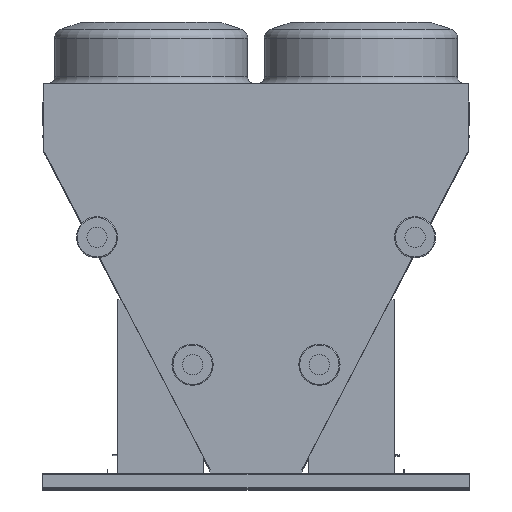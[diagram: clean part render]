
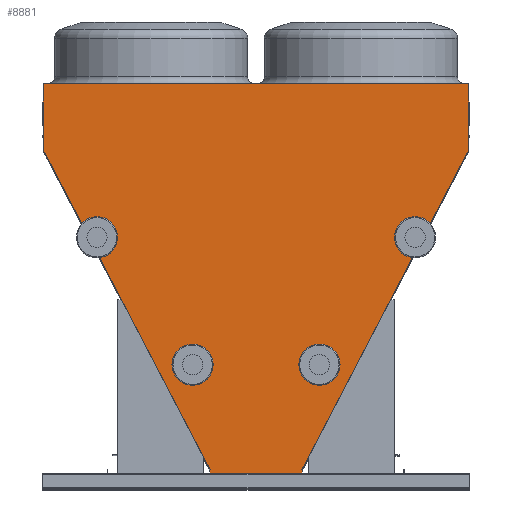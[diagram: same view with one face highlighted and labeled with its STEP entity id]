
A CAD part, top view. The second image highlights one B-rep face of the part: STEP entity #8881.
In plain terms, the highlighted planar face has unit normal (0, 0, 1).
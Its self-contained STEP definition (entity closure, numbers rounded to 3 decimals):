
#602 = CARTESIAN_POINT ( 'NONE',  ( 1127.607, 1711.053, 0. ) ) ;
#640 = VECTOR ( 'NONE', #14230, 1000. ) ;
#752 = LINE ( 'NONE', #14530, #12856 ) ;
#1053 = CARTESIAN_POINT ( 'NONE',  ( 1136.15, 2083.62, 0. ) ) ;
#1110 = CARTESIAN_POINT ( 'NONE',  ( -1127.739, 1711.053, 0. ) ) ;
#1261 = LINE ( 'NONE', #11958, #16597 ) ;
#2035 = DIRECTION ( 'NONE',  ( 0.462, -0.887, 0. ) ) ;
#2125 = VECTOR ( 'NONE', #5370, 1000. ) ;
#2216 = AXIS2_PLACEMENT_3D ( 'NONE', #6369, #17408, #7958 ) ;
#2400 = LINE ( 'NONE', #1110, #14453 ) ;
#2559 = LINE ( 'NONE', #11525, #10523 ) ;
#2646 = ORIENTED_EDGE ( 'NONE', *, *, #17904, .T. ) ;
#2689 = DIRECTION ( 'NONE',  ( 0., 1., 0. ) ) ;
#2916 = VECTOR ( 'NONE', #11680, 1000. ) ;
#3142 = LINE ( 'NONE', #9904, #7353 ) ;
#3147 = ORIENTED_EDGE ( 'NONE', *, *, #6680, .T. ) ;
#3152 = PLANE ( 'NONE',  #2216 ) ;
#3193 = VERTEX_POINT ( 'NONE', #18963 ) ;
#3396 = VECTOR ( 'NONE', #7891, 1000. ) ;
#3487 = EDGE_CURVE ( 'NONE', #19478, #3193, #8081, .T. ) ;
#3525 = ORIENTED_EDGE ( 'NONE', *, *, #19434, .T. ) ;
#4062 = EDGE_CURVE ( 'NONE', #11065, #12980, #19307, .T. ) ;
#4207 = VERTEX_POINT ( 'NONE', #6302 ) ;
#4208 = VERTEX_POINT ( 'NONE', #6264 ) ;
#4274 = CARTESIAN_POINT ( 'NONE',  ( 245.39, 20.232, 0. ) ) ;
#4400 = VECTOR ( 'NONE', #9725, 1000. ) ;
#4468 = CARTESIAN_POINT ( 'NONE',  ( -246.893, 17.358, 0. ) ) ;
#4859 = CARTESIAN_POINT ( 'NONE',  ( -1136.282, 2083.62, 0. ) ) ;
#5197 = VECTOR ( 'NONE', #7837, 1000. ) ;
#5325 = CARTESIAN_POINT ( 'NONE',  ( -1127.739, 1711.053, 0. ) ) ;
#5370 = DIRECTION ( 'NONE',  ( 0., 1., 0. ) ) ;
#5383 = ORIENTED_EDGE ( 'NONE', *, *, #10060, .T. ) ;
#5672 = CARTESIAN_POINT ( 'NONE',  ( -279.893, 1.482, 0. ) ) ;
#6067 = CARTESIAN_POINT ( 'NONE',  ( 245.39, 20.232, 0. ) ) ;
#6177 = VERTEX_POINT ( 'NONE', #4274 ) ;
#6264 = CARTESIAN_POINT ( 'NONE',  ( 1136.15, 1727.462, 0. ) ) ;
#6302 = CARTESIAN_POINT ( 'NONE',  ( -1126.246, 1711.83, 0. ) ) ;
#6369 = CARTESIAN_POINT ( 'NONE',  ( 0., 0., 0. ) ) ;
#6680 = EDGE_CURVE ( 'NONE', #6177, #17982, #17898, .T. ) ;
#6844 = CARTESIAN_POINT ( 'NONE',  ( 1126.218, 1711.776, 0. ) ) ;
#6868 = ORIENTED_EDGE ( 'NONE', *, *, #11451, .T. ) ;
#6874 = LINE ( 'NONE', #15916, #4400 ) ;
#7338 = ORIENTED_EDGE ( 'NONE', *, *, #11371, .T. ) ;
#7353 = VECTOR ( 'NONE', #17735, 1000. ) ;
#7515 = VECTOR ( 'NONE', #8284, 1000. ) ;
#7541 = CARTESIAN_POINT ( 'NONE',  ( -279.893, 0., 0. ) ) ;
#7584 = DIRECTION ( 'NONE',  ( 0.462, 0.887, 0. ) ) ;
#7657 = CARTESIAN_POINT ( 'NONE',  ( -1127.739, 1711.053, 0. ) ) ;
#7662 = LINE ( 'NONE', #16585, #15503 ) ;
#7837 = DIRECTION ( 'NONE',  ( 0., -1., 0. ) ) ;
#7891 = DIRECTION ( 'NONE',  ( 0.462, -0.887, 0. ) ) ;
#7958 = DIRECTION ( 'NONE',  ( -1., 0., 0. ) ) ;
#8081 = LINE ( 'NONE', #15204, #12224 ) ;
#8284 = DIRECTION ( 'NONE',  ( 0., 1., 0. ) ) ;
#8498 = CARTESIAN_POINT ( 'NONE',  ( 246.893, 17.358, 0. ) ) ;
#8881 = ADVANCED_FACE ( 'NONE', ( #12809 ), #3152, .F. ) ;
#8955 = VERTEX_POINT ( 'NONE', #14338 ) ;
#9006 = CARTESIAN_POINT ( 'NONE',  ( -1136.282, 2083.62, 0. ) ) ;
#9432 = CARTESIAN_POINT ( 'NONE',  ( -245.403, 20.223, 0. ) ) ;
#9545 = VECTOR ( 'NONE', #7584, 1000. ) ;
#9725 = DIRECTION ( 'NONE',  ( -1., 0., 0. ) ) ;
#9896 = EDGE_CURVE ( 'NONE', #19022, #17301, #18306, .T. ) ;
#9904 = CARTESIAN_POINT ( 'NONE',  ( -279.893, 0., 0. ) ) ;
#10060 = EDGE_CURVE ( 'NONE', #13335, #19022, #20043, .T. ) ;
#10078 = ORIENTED_EDGE ( 'NONE', *, *, #9896, .T. ) ;
#10205 = CARTESIAN_POINT ( 'NONE',  ( -246.893, 17.358, 0. ) ) ;
#10204 = CARTESIAN_POINT ( 'NONE',  ( -279.893, 1.482, 0. ) ) ;
#10473 = VECTOR ( 'NONE', #19629, 1000. ) ;
#10523 = VECTOR ( 'NONE', #2035, 1000. ) ;
#10604 = ORIENTED_EDGE ( 'NONE', *, *, #3487, .T. ) ;
#10913 = EDGE_CURVE ( 'NONE', #12980, #4207, #2400, .T. ) ;
#11065 = VERTEX_POINT ( 'NONE', #20481 ) ;
#11083 = ORIENTED_EDGE ( 'NONE', *, *, #17026, .T. ) ;
#11333 = LINE ( 'NONE', #10204, #2916 ) ;
#11371 = EDGE_CURVE ( 'NONE', #14977, #19478, #3142, .T. ) ;
#11451 = EDGE_CURVE ( 'NONE', #8955, #12218, #18506, .T. ) ;
#11525 = CARTESIAN_POINT ( 'NONE',  ( -245.403, 20.223, 0. ) ) ;
#11554 = ORIENTED_EDGE ( 'NONE', *, *, #16042, .T. ) ;
#11680 = DIRECTION ( 'NONE',  ( -1., 0., 0. ) ) ;
#11730 = LINE ( 'NONE', #1053, #19714 ) ;
#11958 = CARTESIAN_POINT ( 'NONE',  ( -1136.282, 1727.462, 0. ) ) ;
#12022 = DIRECTION ( 'NONE',  ( 0., -1., 0. ) ) ;
#12190 = DIRECTION ( 'NONE',  ( 0.887, 0.462, 0. ) ) ;
#12218 = VERTEX_POINT ( 'NONE', #14730 ) ;
#12224 = VECTOR ( 'NONE', #15180, 1000. ) ;
#12355 = CARTESIAN_POINT ( 'NONE',  ( 1127.607, 1711.053, 0. ) ) ;
#12480 = CARTESIAN_POINT ( 'NONE',  ( -246.893, 17.358, 0. ) ) ;
#12704 = CARTESIAN_POINT ( 'NONE',  ( -246.893, 1.482, 0. ) ) ;
#12747 = ORIENTED_EDGE ( 'NONE', *, *, #15591, .T. ) ;
#12809 = FACE_OUTER_BOUND ( 'NONE', #15091, .T. ) ;
#12856 = VECTOR ( 'NONE', #16145, 1000. ) ;
#12980 = VERTEX_POINT ( 'NONE', #5325 ) ;
#13217 = ORIENTED_EDGE ( 'NONE', *, *, #14825, .T. ) ;
#13335 = VERTEX_POINT ( 'NONE', #9432 ) ;
#14034 = CARTESIAN_POINT ( 'NONE',  ( 279.893, 1.482, 0. ) ) ;
#14093 = ORIENTED_EDGE ( 'NONE', *, *, #17876, .T. ) ;
#14193 = ORIENTED_EDGE ( 'NONE', *, *, #17498, .T. ) ;
#14230 = DIRECTION ( 'NONE',  ( -1., 0., 0. ) ) ;
#14233 = VECTOR ( 'NONE', #19698, 1000. ) ;
#14338 = CARTESIAN_POINT ( 'NONE',  ( 246.893, 1.482, 0. ) ) ;
#14453 = VECTOR ( 'NONE', #12190, 1000. ) ;
#14530 = CARTESIAN_POINT ( 'NONE',  ( 1127.607, 1711.053, 0. ) ) ;
#14563 = LINE ( 'NONE', #602, #10473 ) ;
#14730 = CARTESIAN_POINT ( 'NONE',  ( 246.893, 17.358, 0. ) ) ;
#14825 = EDGE_CURVE ( 'NONE', #4207, #13335, #2559, .T. ) ;
#14977 = VERTEX_POINT ( 'NONE', #5672 ) ;
#15042 = DIRECTION ( 'NONE',  ( -0.463, 0.886, 0. ) ) ;
#15091 = EDGE_LOOP ( 'NONE', ( #12747, #16983, #19519, #13217, #5383, #10078, #14193, #7338, #10604, #19053, #2646, #6868, #11083, #3147, #11554, #19899, #3525, #14093 ) ) ;
#15180 = DIRECTION ( 'NONE',  ( 1., 0., 0. ) ) ;
#15204 = CARTESIAN_POINT ( 'NONE',  ( 279.893, 0., 0. ) ) ;
#15503 = VECTOR ( 'NONE', #15042, 1000. ) ;
#15591 = EDGE_CURVE ( 'NONE', #16739, #11065, #1261, .T. ) ;
#15750 = VERTEX_POINT ( 'NONE', #14034 ) ;
#15867 = LINE ( 'NONE', #17661, #7515 ) ;
#15916 = CARTESIAN_POINT ( 'NONE',  ( 279.893, 1.482, 0. ) ) ;
#15952 = EDGE_CURVE ( 'NONE', #19020, #4208, #752, .T. ) ;
#16042 = EDGE_CURVE ( 'NONE', #17982, #19020, #14563, .T. ) ;
#16145 = DIRECTION ( 'NONE',  ( 0.462, 0.887, 0. ) ) ;
#16585 = CARTESIAN_POINT ( 'NONE',  ( 246.893, 17.358, 0. ) ) ;
#16597 = VECTOR ( 'NONE', #12022, 1000. ) ;
#16739 = VERTEX_POINT ( 'NONE', #9006 ) ;
#16983 = ORIENTED_EDGE ( 'NONE', *, *, #4062, .T. ) ;
#17026 = EDGE_CURVE ( 'NONE', #12218, #6177, #7662, .T. ) ;
#17301 = VERTEX_POINT ( 'NONE', #12704 ) ;
#17364 = CARTESIAN_POINT ( 'NONE',  ( 1136.15, 2083.62, 0. ) ) ;
#17408 = DIRECTION ( 'NONE',  ( 0., 0., -1. ) ) ;
#17498 = EDGE_CURVE ( 'NONE', #17301, #14977, #11333, .T. ) ;
#17509 = LINE ( 'NONE', #4859, #640 ) ;
#17661 = CARTESIAN_POINT ( 'NONE',  ( 279.893, 0., 0. ) ) ;
#17735 = DIRECTION ( 'NONE',  ( 0., -1., 0. ) ) ;
#17843 = VERTEX_POINT ( 'NONE', #17364 ) ;
#17876 = EDGE_CURVE ( 'NONE', #17843, #16739, #17509, .T. ) ;
#17898 = LINE ( 'NONE', #6067, #9545 ) ;
#17904 = EDGE_CURVE ( 'NONE', #15750, #8955, #6874, .T. ) ;
#17982 = VERTEX_POINT ( 'NONE', #6844 ) ;
#18306 = LINE ( 'NONE', #12480, #5197 ) ;
#18506 = LINE ( 'NONE', #8498, #2125 ) ;
#18963 = CARTESIAN_POINT ( 'NONE',  ( 279.893, 0., 0. ) ) ;
#19020 = VERTEX_POINT ( 'NONE', #12355 ) ;
#19022 = VERTEX_POINT ( 'NONE', #4468 ) ;
#19053 = ORIENTED_EDGE ( 'NONE', *, *, #20098, .T. ) ;
#19307 = LINE ( 'NONE', #7657, #3396 ) ;
#19434 = EDGE_CURVE ( 'NONE', #4208, #17843, #11730, .T. ) ;
#19478 = VERTEX_POINT ( 'NONE', #7541 ) ;
#19519 = ORIENTED_EDGE ( 'NONE', *, *, #10913, .T. ) ;
#19629 = DIRECTION ( 'NONE',  ( 0.887, -0.462, 0. ) ) ;
#19698 = DIRECTION ( 'NONE',  ( -0.461, -0.887, 0. ) ) ;
#19714 = VECTOR ( 'NONE', #2689, 1000. ) ;
#19899 = ORIENTED_EDGE ( 'NONE', *, *, #15952, .T. ) ;
#20043 = LINE ( 'NONE', #10205, #14233 ) ;
#20098 = EDGE_CURVE ( 'NONE', #3193, #15750, #15867, .T. ) ;
#20481 = CARTESIAN_POINT ( 'NONE',  ( -1136.282, 1727.462, 0. ) ) ;
